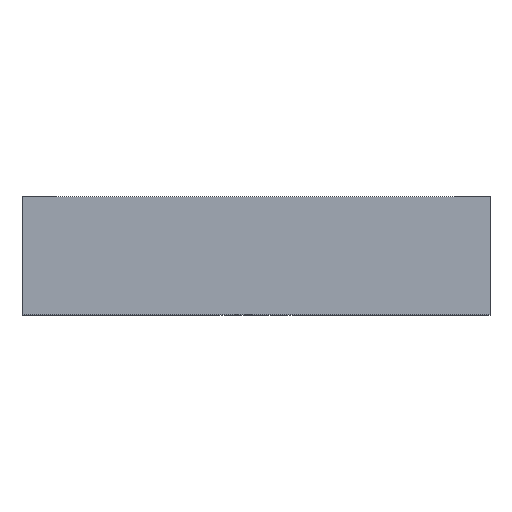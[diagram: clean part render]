
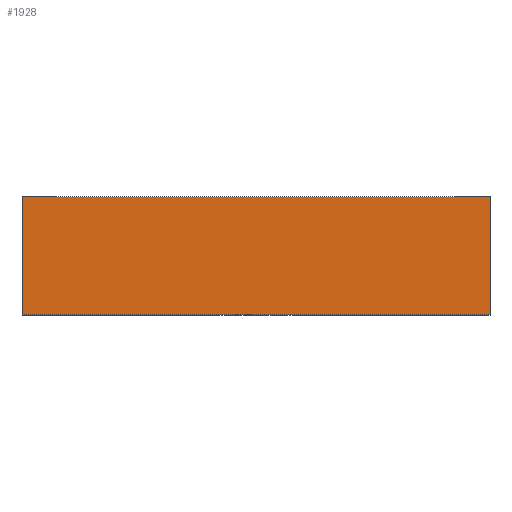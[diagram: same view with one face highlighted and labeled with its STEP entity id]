
A CAD part, top view. The second image highlights one B-rep face of the part: STEP entity #1928.
In plain terms, the highlighted planar face has unit normal (0, 0, 1).
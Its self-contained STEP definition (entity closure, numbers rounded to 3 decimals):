
#1910=AXIS2_PLACEMENT_3D('Plane Axis2P3D',#1907,#1908,#1909) ;
#1811=CARTESIAN_POINT('Vertex',(20.6,5.2,36.55)) ;
#1814=CARTESIAN_POINT('Line Origine',(20.6,2.6,36.55)) ;
#1818=CARTESIAN_POINT('Vertex',(20.6,0.,36.55)) ;
#1868=CARTESIAN_POINT('Vertex',(0.,0.,36.55)) ;
#1871=CARTESIAN_POINT('Line Origine',(0.,2.6,36.55)) ;
#1875=CARTESIAN_POINT('Vertex',(0.,5.2,36.55)) ;
#1907=CARTESIAN_POINT('Axis2P3D Location',(20.1,0.,36.55)) ;
#1912=CARTESIAN_POINT('Line Origine',(10.3,5.2,36.55)) ;
#1917=CARTESIAN_POINT('Line Origine',(10.3,0.,36.55)) ;
#1815=DIRECTION('Vector Direction',(0.,1.,0.)) ;
#1872=DIRECTION('Vector Direction',(0.,1.,0.)) ;
#1908=DIRECTION('Axis2P3D Direction',(0.,0.,-1.)) ;
#1909=DIRECTION('Axis2P3D XDirection',(-1.,0.,0.)) ;
#1913=DIRECTION('Vector Direction',(1.,0.,0.)) ;
#1918=DIRECTION('Vector Direction',(-1.,0.,0.)) ;
#1816=VECTOR('Line Direction',#1815,1.) ;
#1873=VECTOR('Line Direction',#1872,1.) ;
#1914=VECTOR('Line Direction',#1913,1.) ;
#1919=VECTOR('Line Direction',#1918,1.) ;
#1923=ORIENTED_EDGE('',*,*,#1916,.F.) ;
#1924=ORIENTED_EDGE('',*,*,#1877,.F.) ;
#1925=ORIENTED_EDGE('',*,*,#1921,.F.) ;
#1926=ORIENTED_EDGE('',*,*,#1820,.T.) ;
#1928=ADVANCED_FACE('Plastic_Part',(#1927),#1911,.F.) ;
#1820=EDGE_CURVE('',#1819,#1812,#1817,.T.) ;
#1877=EDGE_CURVE('',#1869,#1876,#1874,.T.) ;
#1916=EDGE_CURVE('',#1876,#1812,#1915,.T.) ;
#1921=EDGE_CURVE('',#1819,#1869,#1920,.T.) ;
#1922=EDGE_LOOP('',(#1923,#1924,#1925,#1926)) ;
#1927=FACE_OUTER_BOUND('',#1922,.T.) ;
#1817=LINE('Line',#1814,#1816) ;
#1874=LINE('Line',#1871,#1873) ;
#1915=LINE('Line',#1912,#1914) ;
#1920=LINE('Line',#1917,#1919) ;
#1911=PLANE('',#1910) ;
#1812=VERTEX_POINT('',#1811) ;
#1819=VERTEX_POINT('',#1818) ;
#1869=VERTEX_POINT('',#1868) ;
#1876=VERTEX_POINT('',#1875) ;
